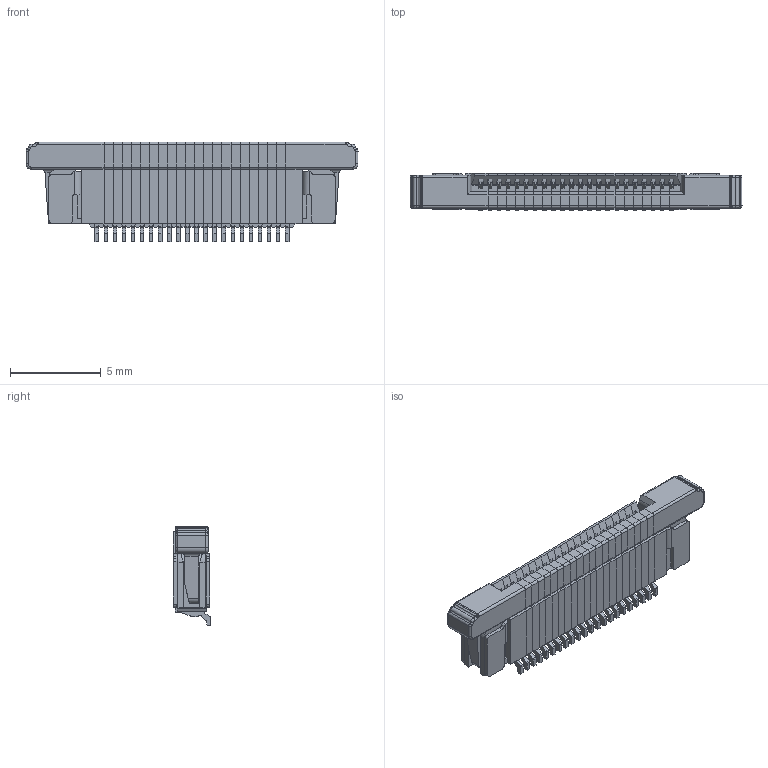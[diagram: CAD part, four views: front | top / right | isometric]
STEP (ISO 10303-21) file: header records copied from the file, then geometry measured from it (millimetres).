
FILE_DESCRIPTION (( 'STEP AP214' ), '1' );
FILE_NAME ('reoriented-F32Q-1A7H1-11022.STEP', '2023-07-15T05:41:43', ( '' ), ( '' ), 'SwSTEP 2.0', 'SolidWorks 2021', '' );
FILE_SCHEMA (( 'AUTOMOTIVE_DESIGN' ));
Length unit declared in the file: millimetre
Products named in the file (5): F32Q-1A7H1-11022.STEP; F32Q_L.STEP; F32Q_M.STEP; F32Q_R.STEP; reoriented-F32Q-1A7H1-11022
Assembly tree (23 placements, depth 3):
  reoriented-F32Q-1A7H1-11022
    F32Q-1A7H1-11022.STEP
      F32Q_L.STEP
      F32Q_M.STEP  x20
      F32Q_R.STEP
Bounding box: 18.3 x 2.05 x 5.5 mm (x, y, z)
Volume: 118.4 mm3; surface area: 852.1 mm2
Topology: 22 solids, 22 shells, 2751 faces, 7954 edges, 5256 vertices
Faces by surface type: plane 2017, cylinder 702, torus 16, bspline 16
Entity records: 21841 total; most frequent: CARTESIAN_POINT 4788, ORIENTED_EDGE 3668, DIRECTION 3366, EDGE_CURVE 1834, VECTOR 1324, LINE 1324, VERTEX_POINT 1190, AXIS2_PLACEMENT_3D 1021
